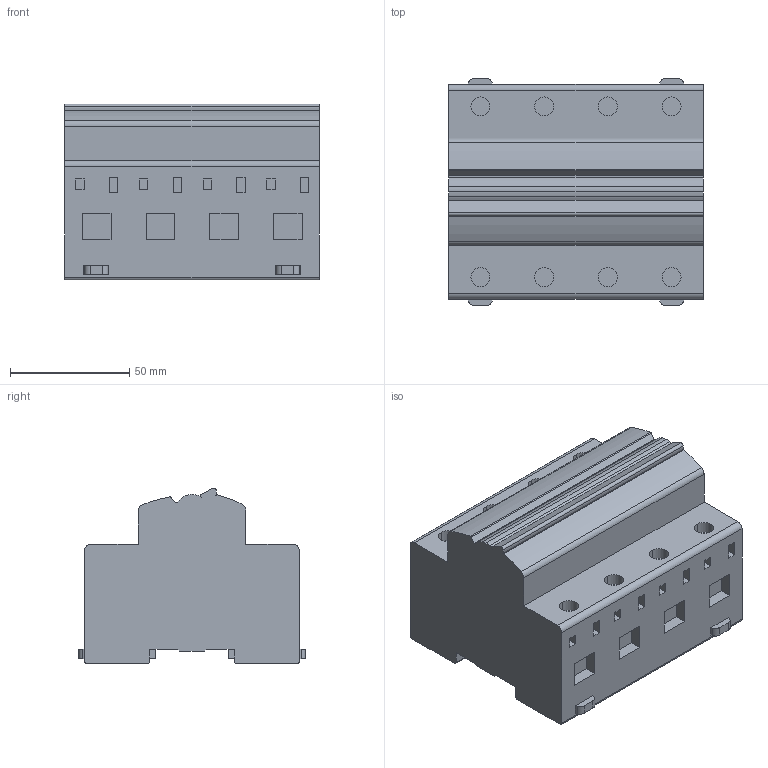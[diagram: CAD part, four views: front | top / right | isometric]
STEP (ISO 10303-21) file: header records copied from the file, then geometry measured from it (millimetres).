
FILE_DESCRIPTION(('CATIA V5 STEP Exchange','CAx-IF Rec.Pracs.--- Model Styling and Organization---1.4--- 2014-01-23'),'2;1');
FILE_NAME('MTHP 4 MOD.stp','2020-06-04T12:25:08+00:00',('none'),('none'),'CATIA Version 5-6 Release 2016 SP6 HF30','CATIA V5 STEP AP214','none');
FILE_SCHEMA(('AUTOMOTIVE_DESIGN { 1 0 10303 214 1 1 1 1 }'));
Length unit declared in the file: millimetre
Products named in the file (1): MTHP 4 MOD
Bounding box: 106.8 x 95.2 x 73.56 mm (x, y, z)
Volume: 543957.2 mm3; surface area: 50149.8 mm2
Topology: 1 solids, 1 shells, 229 faces, 573 edges, 382 vertices
Faces by surface type: plane 185, cylinder 44
Entity records: 6078 total; most frequent: ORIENTED_EDGE 1146, CARTESIAN_POINT 1059, DIRECTION 779, EDGE_CURVE 573, VECTOR 485, LINE 485, VERTEX_POINT 382, EDGE_LOOP 265
